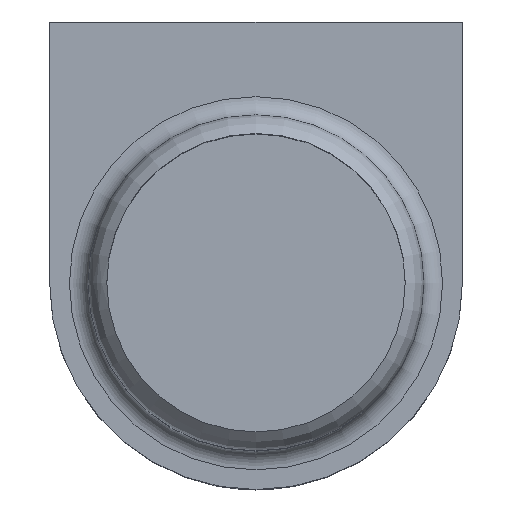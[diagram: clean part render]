
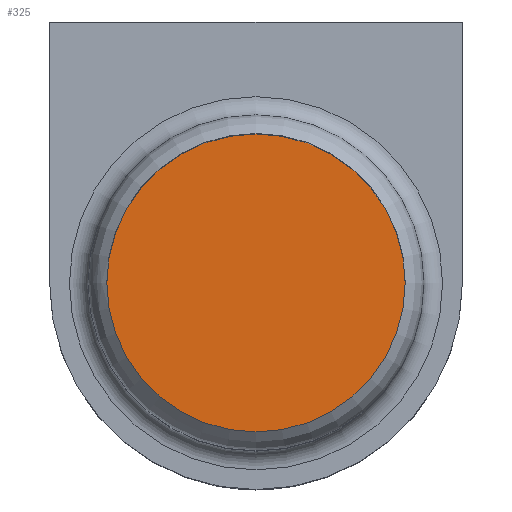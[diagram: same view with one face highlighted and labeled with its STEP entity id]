
A CAD part, top view. The second image highlights one B-rep face of the part: STEP entity #325.
In plain terms, the highlighted planar face has unit normal (0, 0, 1).
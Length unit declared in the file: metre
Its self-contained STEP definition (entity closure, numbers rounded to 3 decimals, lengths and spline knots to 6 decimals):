
#26=CIRCLE('',#358,0.05529);
#30=CIRCLE('',#367,0.05029);
#31=CIRCLE('',#368,0.05029);
#74=ORIENTED_EDGE('',*,*,#144,.T.);
#75=ORIENTED_EDGE('',*,*,#145,.F.);
#76=ORIENTED_EDGE('',*,*,#136,.T.);
#77=ORIENTED_EDGE('',*,*,#146,.T.);
#78=ORIENTED_EDGE('',*,*,#147,.T.);
#79=ORIENTED_EDGE('',*,*,#148,.F.);
#80=ORIENTED_EDGE('',*,*,#128,.F.);
#81=ORIENTED_EDGE('',*,*,#149,.T.);
#128=EDGE_CURVE('',#170,#167,#200,.T.);
#136=EDGE_CURVE('',#176,#177,#26,.T.);
#144=EDGE_CURVE('',#182,#183,#30,.T.);
#145=EDGE_CURVE('',#176,#183,#209,.T.);
#146=EDGE_CURVE('',#177,#184,#210,.T.);
#147=EDGE_CURVE('',#184,#185,#31,.T.);
#148=EDGE_CURVE('',#167,#185,#211,.T.);
#149=EDGE_CURVE('',#170,#182,#212,.T.);
#167=VERTEX_POINT('',#494);
#170=VERTEX_POINT('',#499);
#176=VERTEX_POINT('',#517);
#177=VERTEX_POINT('',#518);
#182=VERTEX_POINT('',#536);
#183=VERTEX_POINT('',#537);
#184=VERTEX_POINT('',#540);
#185=VERTEX_POINT('',#542);
#200=LINE('',#500,#228);
#209=LINE('',#538,#237);
#210=LINE('',#539,#238);
#211=LINE('',#543,#239);
#212=LINE('',#544,#240);
#228=VECTOR('',#396,1.);
#237=VECTOR('',#437,1.);
#238=VECTOR('',#438,1.);
#239=VECTOR('',#441,1.);
#240=VECTOR('',#442,1.);
#262=EDGE_LOOP('',(#74,#75,#76,#77,#78,#79,#80,#81));
#290=FACE_BOUND('',#262,.T.);
#310=PLANE('',#366);
#325=ADVANCED_FACE('',(#290),#310,.T.);
#358=AXIS2_PLACEMENT_3D('',#516,#413,#414);
#366=AXIS2_PLACEMENT_3D('',#534,#433,#434);
#367=AXIS2_PLACEMENT_3D('',#535,#435,#436);
#368=AXIS2_PLACEMENT_3D('',#541,#439,#440);
#396=DIRECTION('',(1.,0.,0.));
#413=DIRECTION('',(0.,0.,1.));
#414=DIRECTION('',(1.,0.,0.));
#433=DIRECTION('',(0.,0.,1.));
#434=DIRECTION('',(1.,0.,0.));
#435=DIRECTION('',(0.,0.,1.));
#436=DIRECTION('',(1.,0.,0.));
#437=DIRECTION('',(0.,1.,0.));
#438=DIRECTION('',(0.,1.,0.));
#439=DIRECTION('',(0.,0.,1.));
#440=DIRECTION('',(1.,0.,0.));
#441=DIRECTION('',(0.,-1.,0.));
#442=DIRECTION('',(0.,-1.,0.));
#494=CARTESIAN_POINT('',(0.05029,0.07,0.));
#499=CARTESIAN_POINT('',(-0.05029,0.07,0.));
#500=CARTESIAN_POINT('',(0.,0.07,0.));
#516=CARTESIAN_POINT('',(0.,0.,0.));
#517=CARTESIAN_POINT('',(-0.010983,-0.054188,0.));
#518=CARTESIAN_POINT('',(0.010983,-0.054188,0.));
#534=CARTESIAN_POINT('',(0.,0.,0.));
#535=CARTESIAN_POINT('',(0.,0.,0.));
#536=CARTESIAN_POINT('',(-0.05029,0.,0.));
#537=CARTESIAN_POINT('',(-0.010983,-0.049076,0.));
#538=CARTESIAN_POINT('',(-0.010983,-0.077,0.));
#539=CARTESIAN_POINT('',(0.010983,-0.077,0.));
#540=CARTESIAN_POINT('',(0.010983,-0.049076,0.));
#541=CARTESIAN_POINT('',(0.,0.,0.));
#542=CARTESIAN_POINT('',(0.05029,0.,0.));
#543=CARTESIAN_POINT('',(0.05029,0.07,0.));
#544=CARTESIAN_POINT('',(-0.05029,0.07,0.));
